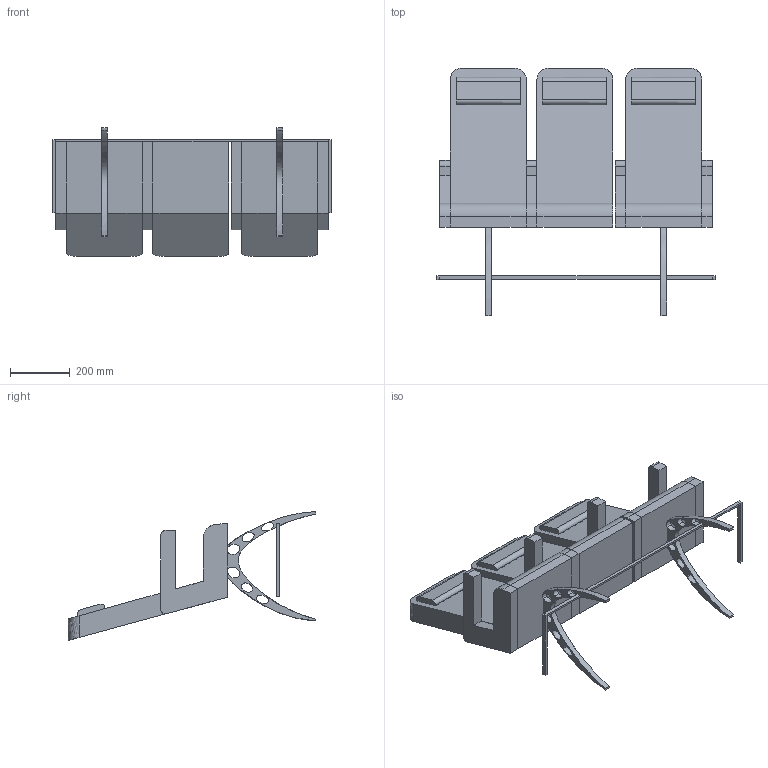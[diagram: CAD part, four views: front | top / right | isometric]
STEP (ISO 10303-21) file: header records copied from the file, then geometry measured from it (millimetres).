
FILE_DESCRIPTION(/* description */ (''),/* implementation_level */ '2;1');
FILE_NAME(/* name */ 'A_ECON~1',/* time_stamp */ '2018-10-15T08:15:33+02:00',/* author */ (''),/* organization */ (''),/* preprocessor_version */ 'ST-DEVELOPER v16.5',/* originating_system */ '',/* authorisation */ '');
FILE_SCHEMA (('AUTOMOTIVE_DESIGN'));
Length unit declared in the file: centimetre
Products named in the file (1): Document
Bounding box: 930.61 x 828.21 x 431 mm (x, y, z)
Volume: 48223012.5 mm3; surface area: 2387405.9 mm2
Topology: 15 solids, 15 shells, 167 faces, 415 edges, 274 vertices
Faces by surface type: bspline 167
Entity records: 13301 total; most frequent: CARTESIAN_POINT 7916, B_SPLINE_CURVE_WITH_KNOTS 1067, ORIENTED_EDGE 830, PCURVE 830, DEFINITIONAL_REPRESENTATION 830, SURFACE_CURVE 415, EDGE_CURVE 415, VERTEX_POINT 274
